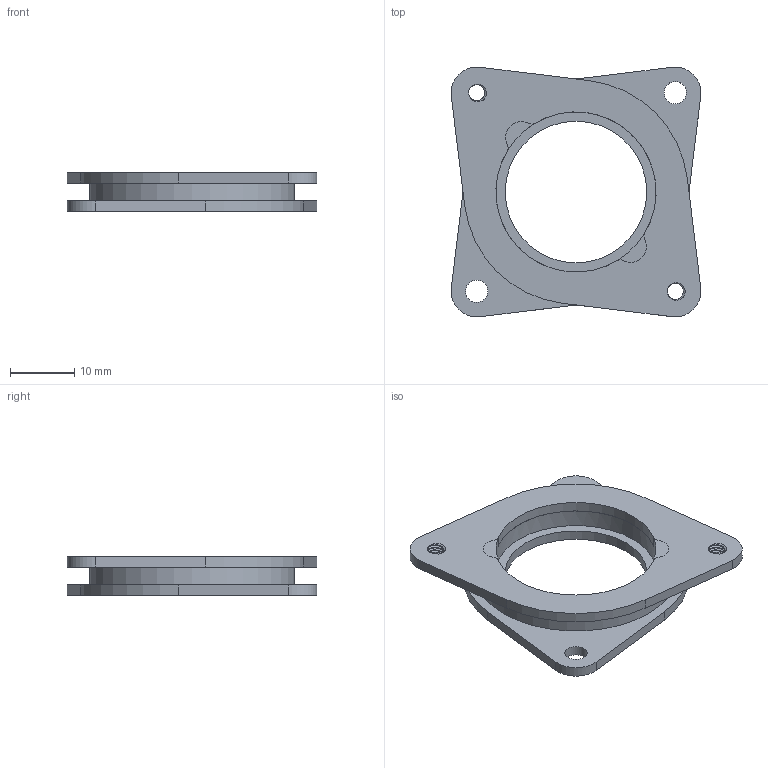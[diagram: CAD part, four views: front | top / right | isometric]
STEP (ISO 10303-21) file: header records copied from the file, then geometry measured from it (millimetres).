
FILE_DESCRIPTION(/* description */ (''),/* implementation_level */ '2;1');
FILE_NAME(/* name */ 'Nema17_Damper.step',/* time_stamp */ '2020-05-23T12:20:36+02:00',/* author */ (''),/* organization */ (''),/* preprocessor_version */ 'ST-DEVELOPER v18.1',/* originating_system */ 'Autodesk Translation Framework v9.3.0.1241',/* authorisation */ '');
FILE_SCHEMA (('AUTOMOTIVE_DESIGN { 1 0 10303 214 3 1 1 }'));
Length unit declared in the file: millimetre
Products named in the file (4): Nema17_Damper; Motor_Plate; Damper_Rubber; Mounting_Plate
Assembly tree (3 placements, depth 2):
  Nema17_Damper
    Motor_Plate
    Damper_Rubber
    Mounting_Plate
Bounding box: 38.99 x 38.99 x 6 mm (x, y, z)
Volume: 3198 mm3; surface area: 4784.5 mm2
Topology: 3 solids, 3 shells, 63 faces, 171 edges, 114 vertices
Faces by surface type: cylinder 43, plane 16, bspline 4
Full cylindrical faces by diameter (mm): 2.529 x4, 3.086 x2, 3.5 x2, 22.1 x1, 25 x1, 32 x1
Entity records: 3554 total; most frequent: CARTESIAN_POINT 1820, ORIENTED_EDGE 342, DIRECTION 331, EDGE_CURVE 171, AXIS2_PLACEMENT_3D 133, VERTEX_POINT 114, EDGE_LOOP 77, CIRCLE 66
